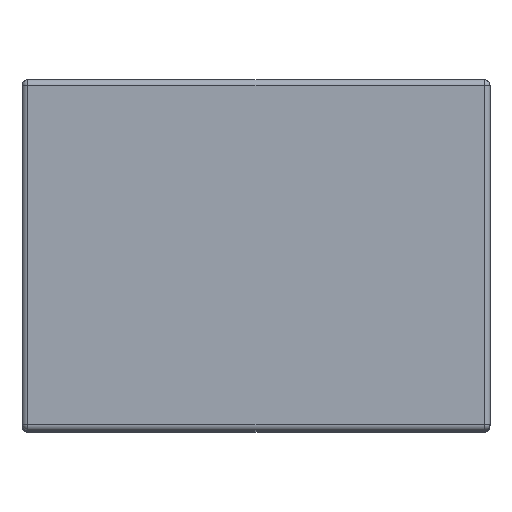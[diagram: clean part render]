
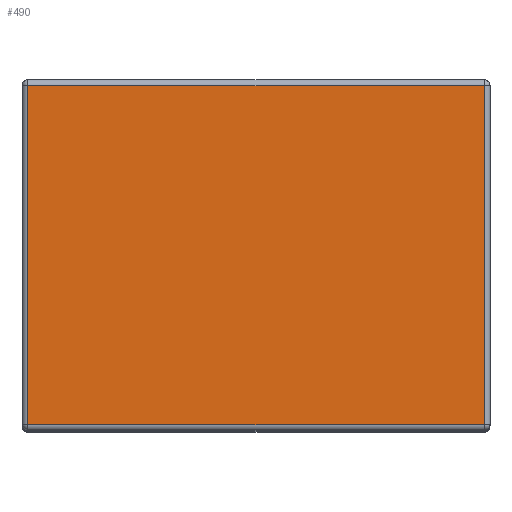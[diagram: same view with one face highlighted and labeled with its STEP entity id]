
A CAD part, top view. The second image highlights one B-rep face of the part: STEP entity #490.
In plain terms, the highlighted planar face has unit normal (0, 0, 1).
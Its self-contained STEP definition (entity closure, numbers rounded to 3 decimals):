
#61 = DIRECTION ( 'NONE',  ( 1., 0., 0. ) ) ;
#107 = VERTEX_POINT ( 'NONE', #316 ) ;
#149 = EDGE_CURVE ( 'NONE', #3140, #659, #2486, .T. ) ;
#244 = DIRECTION ( 'NONE',  ( 0., 1., 0. ) ) ;
#287 = VECTOR ( 'NONE', #61, 1000. ) ;
#316 = CARTESIAN_POINT ( 'NONE',  ( 0.39, 0.29, 0.8 ) ) ;
#345 = ORIENTED_EDGE ( 'NONE', *, *, #727, .T. ) ;
#356 = AXIS2_PLACEMENT_3D ( 'NONE', #1516, #1221, #2070 ) ;
#490 = ADVANCED_FACE ( 'NONE', ( #3509 ), #2882, .T. ) ;
#577 = VECTOR ( 'NONE', #3350, 1000. ) ;
#659 = VERTEX_POINT ( 'NONE', #3538 ) ;
#727 = EDGE_CURVE ( 'NONE', #107, #3140, #2254, .T. ) ;
#784 = VECTOR ( 'NONE', #2360, 1000. ) ;
#880 = ORIENTED_EDGE ( 'NONE', *, *, #149, .T. ) ;
#930 = CARTESIAN_POINT ( 'NONE',  ( -0.39, 0.29, 0.8 ) ) ;
#1031 = LINE ( 'NONE', #2540, #287 ) ;
#1221 = DIRECTION ( 'NONE',  ( 0., 0., 1. ) ) ;
#1232 = VERTEX_POINT ( 'NONE', #3013 ) ;
#1452 = LINE ( 'NONE', #3348, #1575 ) ;
#1516 = CARTESIAN_POINT ( 'NONE',  ( 0., 0., 0.8 ) ) ;
#1575 = VECTOR ( 'NONE', #244, 1000. ) ;
#1618 = ORIENTED_EDGE ( 'NONE', *, *, #3144, .T. ) ;
#2070 = DIRECTION ( 'NONE',  ( 1., 0., 0. ) ) ;
#2254 = LINE ( 'NONE', #3256, #577 ) ;
#2360 = DIRECTION ( 'NONE',  ( 0., -1., 0. ) ) ;
#2403 = EDGE_LOOP ( 'NONE', ( #2450, #345, #880, #1618 ) ) ;
#2450 = ORIENTED_EDGE ( 'NONE', *, *, #3458, .T. ) ;
#2486 = LINE ( 'NONE', #2886, #784 ) ;
#2540 = CARTESIAN_POINT ( 'NONE',  ( 0.4, -0.29, 0.8 ) ) ;
#2882 = PLANE ( 'NONE',  #356 ) ;
#2886 = CARTESIAN_POINT ( 'NONE',  ( -0.39, -0.3, 0.8 ) ) ;
#3013 = CARTESIAN_POINT ( 'NONE',  ( 0.39, -0.29, 0.8 ) ) ;
#3140 = VERTEX_POINT ( 'NONE', #930 ) ;
#3144 = EDGE_CURVE ( 'NONE', #659, #1232, #1031, .T. ) ;
#3256 = CARTESIAN_POINT ( 'NONE',  ( -0.4, 0.29, 0.8 ) ) ;
#3348 = CARTESIAN_POINT ( 'NONE',  ( 0.39, 0.3, 0.8 ) ) ;
#3350 = DIRECTION ( 'NONE',  ( -1., 0., 0. ) ) ;
#3458 = EDGE_CURVE ( 'NONE', #1232, #107, #1452, .T. ) ;
#3509 = FACE_OUTER_BOUND ( 'NONE', #2403, .T. ) ;
#3538 = CARTESIAN_POINT ( 'NONE',  ( -0.39, -0.29, 0.8 ) ) ;
